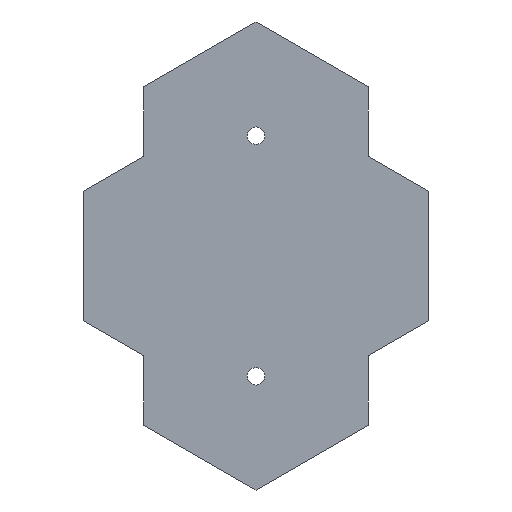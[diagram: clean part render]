
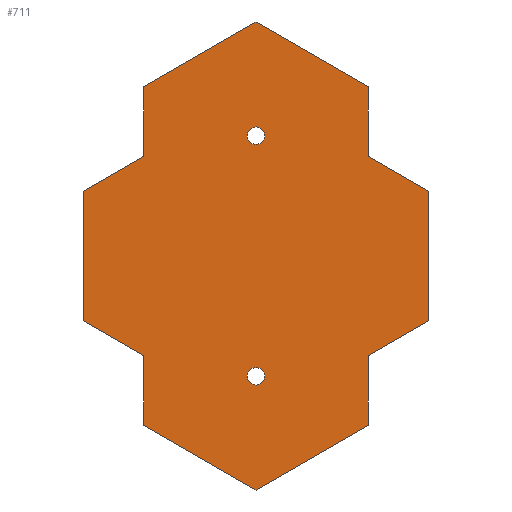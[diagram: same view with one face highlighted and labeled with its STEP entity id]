
A CAD part, front view. The second image highlights one B-rep face of the part: STEP entity #711.
In plain terms, the highlighted planar face has unit normal (0, -1, 0).
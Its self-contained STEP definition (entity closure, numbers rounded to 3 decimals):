
#18=CIRCLE('',#755,1.6);
#22=CIRCLE('',#762,1.6);
#30=FACE_BOUND('',#110,.T.);
#31=FACE_BOUND('',#111,.T.);
#69=FACE_OUTER_BOUND('',#109,.T.);
#109=EDGE_LOOP('',(#611,#612,#613,#614,#615,#616,#617,#618,#619,#620,#621,
#622,#623,#624));
#110=EDGE_LOOP('',(#625));
#111=EDGE_LOOP('',(#626));
#115=LINE('',#956,#203);
#119=LINE('',#964,#207);
#122=LINE('',#970,#210);
#125=LINE('',#976,#213);
#128=LINE('',#982,#216);
#131=LINE('',#988,#219);
#134=LINE('',#994,#222);
#137=LINE('',#1000,#225);
#140=LINE('',#1006,#228);
#143=LINE('',#1012,#231);
#146=LINE('',#1018,#234);
#149=LINE('',#1024,#237);
#152=LINE('',#1030,#240);
#155=LINE('',#1035,#243);
#203=VECTOR('',#776,10.);
#207=VECTOR('',#782,10.);
#210=VECTOR('',#787,10.);
#213=VECTOR('',#792,10.);
#216=VECTOR('',#797,10.);
#219=VECTOR('',#802,10.);
#222=VECTOR('',#807,10.);
#225=VECTOR('',#812,10.);
#228=VECTOR('',#817,10.);
#231=VECTOR('',#822,10.);
#234=VECTOR('',#827,10.);
#237=VECTOR('',#832,10.);
#240=VECTOR('',#837,10.);
#243=VECTOR('',#842,10.);
#291=VERTEX_POINT('',#954);
#292=VERTEX_POINT('',#955);
#295=VERTEX_POINT('',#963);
#297=VERTEX_POINT('',#969);
#299=VERTEX_POINT('',#975);
#301=VERTEX_POINT('',#981);
#303=VERTEX_POINT('',#987);
#305=VERTEX_POINT('',#993);
#307=VERTEX_POINT('',#999);
#309=VERTEX_POINT('',#1005);
#311=VERTEX_POINT('',#1011);
#313=VERTEX_POINT('',#1017);
#315=VERTEX_POINT('',#1023);
#317=VERTEX_POINT('',#1029);
#344=VERTEX_POINT('',#1106);
#348=VERTEX_POINT('',#1119);
#355=EDGE_CURVE('',#291,#292,#115,.T.);
#359=EDGE_CURVE('',#292,#295,#119,.T.);
#362=EDGE_CURVE('',#295,#297,#122,.T.);
#365=EDGE_CURVE('',#297,#299,#125,.T.);
#368=EDGE_CURVE('',#299,#301,#128,.T.);
#371=EDGE_CURVE('',#301,#303,#131,.T.);
#374=EDGE_CURVE('',#303,#305,#134,.T.);
#377=EDGE_CURVE('',#305,#307,#137,.T.);
#380=EDGE_CURVE('',#307,#309,#140,.T.);
#383=EDGE_CURVE('',#309,#311,#143,.T.);
#386=EDGE_CURVE('',#311,#313,#146,.T.);
#389=EDGE_CURVE('',#313,#315,#149,.T.);
#392=EDGE_CURVE('',#315,#317,#152,.T.);
#395=EDGE_CURVE('',#317,#291,#155,.T.);
#430=EDGE_CURVE('',#344,#344,#18,.T.);
#436=EDGE_CURVE('',#348,#348,#22,.T.);
#611=ORIENTED_EDGE('',*,*,#395,.T.);
#612=ORIENTED_EDGE('',*,*,#355,.T.);
#613=ORIENTED_EDGE('',*,*,#359,.T.);
#614=ORIENTED_EDGE('',*,*,#362,.T.);
#615=ORIENTED_EDGE('',*,*,#365,.T.);
#616=ORIENTED_EDGE('',*,*,#368,.T.);
#617=ORIENTED_EDGE('',*,*,#371,.T.);
#618=ORIENTED_EDGE('',*,*,#374,.T.);
#619=ORIENTED_EDGE('',*,*,#377,.T.);
#620=ORIENTED_EDGE('',*,*,#380,.T.);
#621=ORIENTED_EDGE('',*,*,#383,.T.);
#622=ORIENTED_EDGE('',*,*,#386,.T.);
#623=ORIENTED_EDGE('',*,*,#389,.T.);
#624=ORIENTED_EDGE('',*,*,#392,.T.);
#625=ORIENTED_EDGE('',*,*,#430,.T.);
#626=ORIENTED_EDGE('',*,*,#436,.T.);
#674=PLANE('',#770);
#711=ADVANCED_FACE('',(#69,#30,#31),#674,.T.);
#755=AXIS2_PLACEMENT_3D('',#1107,#902,#903);
#762=AXIS2_PLACEMENT_3D('',#1120,#918,#919);
#770=AXIS2_PLACEMENT_3D('',#1148,#948,#949);
#776=DIRECTION('',(0.866,0.,-0.5));
#782=DIRECTION('',(0.866,0.,0.5));
#787=DIRECTION('',(0.,0.,1.));
#792=DIRECTION('',(0.866,0.,0.5));
#797=DIRECTION('',(0.,0.,1.));
#802=DIRECTION('',(-0.866,0.,0.5));
#807=DIRECTION('',(0.,0.,1.));
#812=DIRECTION('',(-0.866,0.,0.5));
#817=DIRECTION('',(-0.866,0.,-0.5));
#822=DIRECTION('',(0.,0.,-1.));
#827=DIRECTION('',(-0.866,0.,-0.5));
#832=DIRECTION('',(0.,0.,-1.));
#837=DIRECTION('',(0.866,0.,-0.5));
#842=DIRECTION('',(0.,0.,-1.));
#902=DIRECTION('center_axis',(0.,1.,0.));
#903=DIRECTION('ref_axis',(-1.,0.,0.));
#918=DIRECTION('center_axis',(0.,1.,0.));
#919=DIRECTION('ref_axis',(-1.,0.,0.));
#948=DIRECTION('center_axis',(0.,-1.,0.));
#949=DIRECTION('ref_axis',(1.,0.,0.));
#954=CARTESIAN_POINT('',(-20.527,-1.,54.05));
#955=CARTESIAN_POINT('',(0.,-1.,42.199));
#956=CARTESIAN_POINT('',(-20.527,-1.,54.05));
#963=CARTESIAN_POINT('',(20.527,-1.,54.051));
#964=CARTESIAN_POINT('',(0.,-1.,42.199));
#969=CARTESIAN_POINT('',(20.527,-1.,66.783));
#970=CARTESIAN_POINT('',(20.527,-1.,54.051));
#975=CARTESIAN_POINT('',(31.553,-1.,73.149));
#976=CARTESIAN_POINT('',(20.527,-1.,66.783));
#981=CARTESIAN_POINT('',(31.553,-1.,96.852));
#982=CARTESIAN_POINT('',(31.553,-1.,73.149));
#987=CARTESIAN_POINT('',(20.527,-1.,103.218));
#988=CARTESIAN_POINT('',(31.553,-1.,96.852));
#993=CARTESIAN_POINT('',(20.527,-1.,115.95));
#994=CARTESIAN_POINT('',(20.527,-1.,103.218));
#999=CARTESIAN_POINT('',(0.,-1.,127.801));
#1000=CARTESIAN_POINT('',(20.527,-1.,115.95));
#1005=CARTESIAN_POINT('',(-20.527,-1.,115.95));
#1006=CARTESIAN_POINT('',(0.,-1.,127.801));
#1011=CARTESIAN_POINT('',(-20.527,-1.,103.218));
#1012=CARTESIAN_POINT('',(-20.527,-1.,115.95));
#1017=CARTESIAN_POINT('',(-31.553,-1.,96.851));
#1018=CARTESIAN_POINT('',(-20.527,-1.,103.218));
#1023=CARTESIAN_POINT('',(-31.553,-1.,73.149));
#1024=CARTESIAN_POINT('',(-31.553,-1.,96.851));
#1029=CARTESIAN_POINT('',(-20.527,-1.,66.783));
#1030=CARTESIAN_POINT('',(-31.553,-1.,73.149));
#1035=CARTESIAN_POINT('',(-20.527,-1.,66.783));
#1106=CARTESIAN_POINT('',(1.6,-1.,107.));
#1107=CARTESIAN_POINT('Origin',(0.,-1.,107.));
#1119=CARTESIAN_POINT('',(1.6,-1.,63.));
#1120=CARTESIAN_POINT('Origin',(0.,-1.,63.));
#1148=CARTESIAN_POINT('Origin',(0.,-1.,85.));
